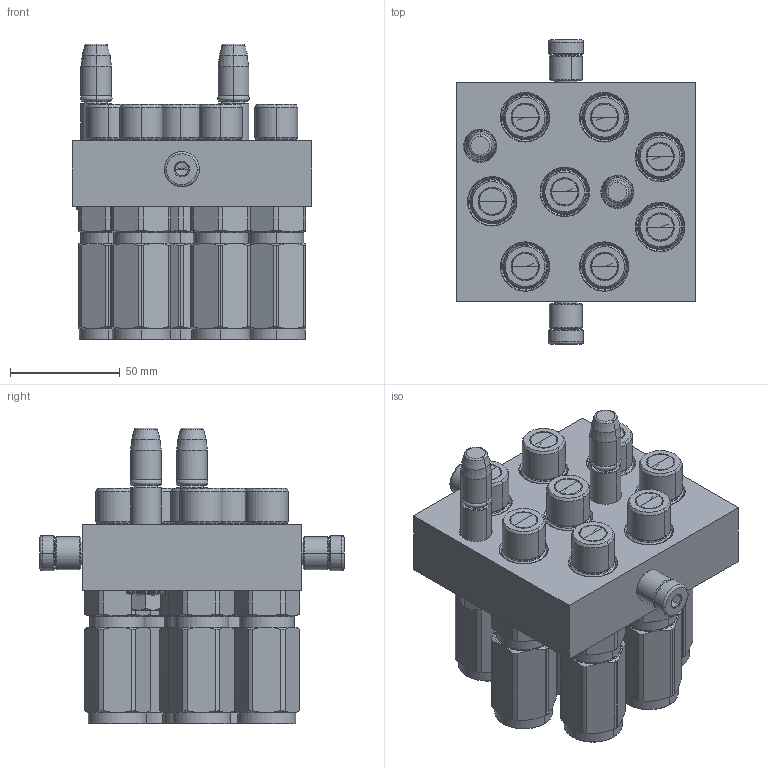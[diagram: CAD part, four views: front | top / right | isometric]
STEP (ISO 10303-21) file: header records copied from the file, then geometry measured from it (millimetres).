
FILE_DESCRIPTION (( 'STEP AP214' ), '1' );
FILE_NAME ('FASTER.step', '2023-05-31T09:39:47', ( '' ), ( '' ), 'SwSTEP 2.0', 'SolidWorks 2017', '' );
FILE_SCHEMA (( 'AUTOMOTIVE_DESIGN' ));
Length unit declared in the file: millimetre
Products named in the file (11): 4830_013_3000_030; or2_62x9_19_m; 4850_010_0000_000; et002; 4830_021_0000_000; P5068_M_BASE; 3ffnp38_gas_m; FASTER; 1540_080_0008_000; 4830_028_1000_011
Assembly tree (22 placements, depth 3):
  FASTER
    P5068_M_BASE
      4850_010_0000_000
      4830_021_0000_000  x2
      1540_080_0008_000  x2
      4830_013_3000_030  x2
      4830_028_1000_011  x2
      or2_62x9_19_m  x2
    3ffnp38_gas_m  x8
      3ffnp38_gas_m
    et002
Bounding box: 109.3 x 138.6 x 134.8 mm (x, y, z)
Volume: 2873.9 mm3; surface area: 177032.8 mm2
Topology: 5 solids, 92 shells, 2613 faces, 7864 edges, 5294 vertices
Faces by surface type: plane 1371, cone 500, cylinder 496, torus 136, bspline 110
Entity records: 50503 total; most frequent: CARTESIAN_POINT 12925, ORIENTED_EDGE 7726, DIRECTION 7126, EDGE_CURVE 3989, LINE 3080, VECTOR 3080, VERTEX_POINT 2627, AXIS2_PLACEMENT_3D 2023
